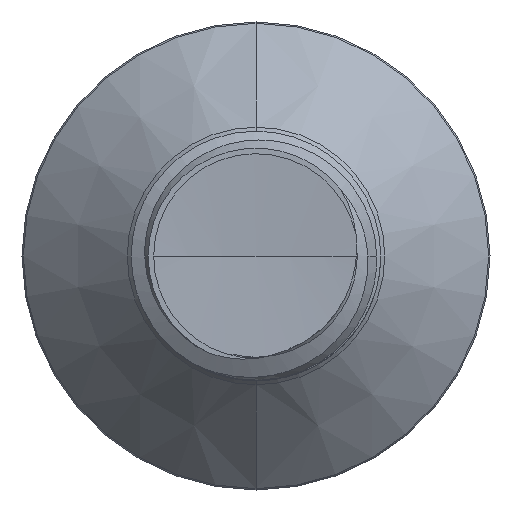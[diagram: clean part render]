
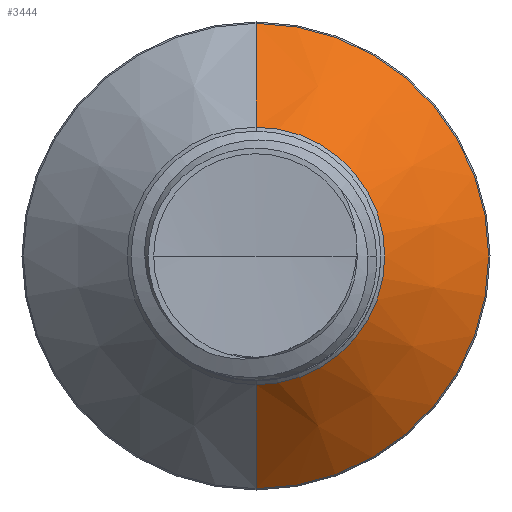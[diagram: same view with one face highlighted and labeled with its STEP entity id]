
A CAD part, front view. The second image highlights one B-rep face of the part: STEP entity #3444.
In plain terms, the highlighted conical face has half-angle 45 degrees and reference radius 2.064 mm.
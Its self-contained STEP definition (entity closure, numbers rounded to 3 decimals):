
#15 = CARTESIAN_POINT ( 'NONE',  ( 0., 5.857, -3.728 ) ) ;
#374 = DIRECTION ( 'NONE',  ( 0., 0., 1. ) ) ;
#413 = AXIS2_PLACEMENT_3D ( 'NONE', #7076, #15604, #8297 ) ;
#942 = CARTESIAN_POINT ( 'NONE',  ( 0., 4.193, 2.064 ) ) ;
#1493 = CARTESIAN_POINT ( 'NONE',  ( 0., 4.193, -2.064 ) ) ;
#1597 = DIRECTION ( 'NONE',  ( 0., 0.707, -0.707 ) ) ;
#1701 = EDGE_CURVE ( 'NONE', #2372, #12768, #9087, .T. ) ;
#1717 = CARTESIAN_POINT ( 'NONE',  ( 0., 5.857, 3.728 ) ) ;
#2322 = VERTEX_POINT ( 'NONE', #1717 ) ;
#2372 = VERTEX_POINT ( 'NONE', #7965 ) ;
#2524 = CONICAL_SURFACE ( 'NONE', #15530, 2.064, 0.785 ) ;
#3370 = EDGE_CURVE ( 'NONE', #14928, #2372, #9457, .T. ) ;
#3444 = ADVANCED_FACE ( 'NONE', ( #15948 ), #2524, .T. ) ;
#3762 = ORIENTED_EDGE ( 'NONE', *, *, #3370, .T. ) ;
#7033 = ORIENTED_EDGE ( 'NONE', *, *, #1701, .T. ) ;
#7076 = CARTESIAN_POINT ( 'NONE',  ( 0., 5.857, 0. ) ) ;
#7806 = DIRECTION ( 'NONE',  ( 0., 1., 0. ) ) ;
#7965 = CARTESIAN_POINT ( 'NONE',  ( 0., 4.193, -2.064 ) ) ;
#8297 = DIRECTION ( 'NONE',  ( 0., 0., 1. ) ) ;
#8426 = LINE ( 'NONE', #942, #10898 ) ;
#9087 = LINE ( 'NONE', #1493, #15200 ) ;
#9096 = CARTESIAN_POINT ( 'NONE',  ( 0., 4.193, 2.064 ) ) ;
#9457 = CIRCLE ( 'NONE', #11444, 2.064 ) ;
#10260 = DIRECTION ( 'NONE',  ( 0., 1., 0. ) ) ;
#10283 = ORIENTED_EDGE ( 'NONE', *, *, #15139, .F. ) ;
#10455 = EDGE_LOOP ( 'NONE', ( #3762, #7033, #10283, #13483 ) ) ;
#10722 = DIRECTION ( 'NONE',  ( 0., 0.707, 0.707 ) ) ;
#10882 = CIRCLE ( 'NONE', #413, 3.728 ) ;
#10898 = VECTOR ( 'NONE', #10722, 1000. ) ;
#11373 = CARTESIAN_POINT ( 'NONE',  ( 0., 4.193, 0. ) ) ;
#11444 = AXIS2_PLACEMENT_3D ( 'NONE', #15101, #7806, #374 ) ;
#12768 = VERTEX_POINT ( 'NONE', #15 ) ;
#13476 = EDGE_CURVE ( 'NONE', #14928, #2322, #8426, .T. ) ;
#13483 = ORIENTED_EDGE ( 'NONE', *, *, #13476, .F. ) ;
#13865 = DIRECTION ( 'NONE',  ( 0., 0., 1. ) ) ;
#14928 = VERTEX_POINT ( 'NONE', #9096 ) ;
#15101 = CARTESIAN_POINT ( 'NONE',  ( 0., 4.193, 0. ) ) ;
#15139 = EDGE_CURVE ( 'NONE', #2322, #12768, #10882, .T. ) ;
#15200 = VECTOR ( 'NONE', #1597, 1000. ) ;
#15530 = AXIS2_PLACEMENT_3D ( 'NONE', #11373, #10260, #13865 ) ;
#15604 = DIRECTION ( 'NONE',  ( 0., 1., 0. ) ) ;
#15948 = FACE_OUTER_BOUND ( 'NONE', #10455, .T. ) ;
